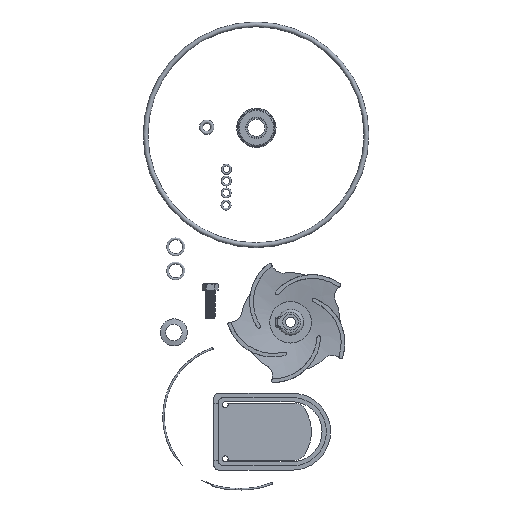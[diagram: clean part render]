
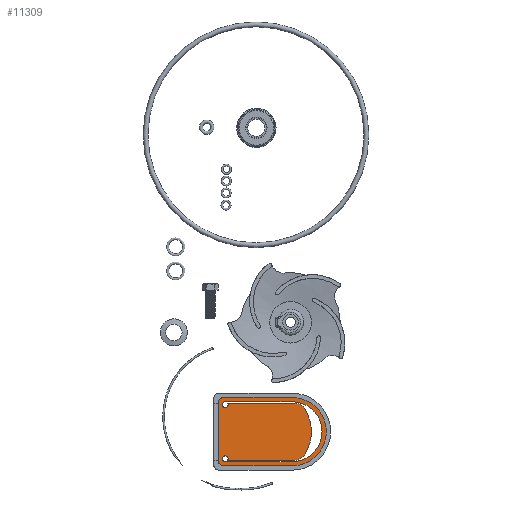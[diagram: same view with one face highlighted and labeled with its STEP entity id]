
A CAD part, left-side view. The second image highlights one B-rep face of the part: STEP entity #11309.
In plain terms, the highlighted face is planar.
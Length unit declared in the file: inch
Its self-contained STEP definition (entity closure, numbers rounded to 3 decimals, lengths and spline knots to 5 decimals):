
#470=PLANE('',#12381);
#717=FACE_BOUND('',#2161,.T.);
#1501=FACE_OUTER_BOUND('',#2160,.T.);
#2160=EDGE_LOOP('',(#10302,#10303,#10304,#10305,#10306,#10307));
#2161=EDGE_LOOP('',(#10308,#10309,#10310,#10311,#10312,#10313,#10314,#10315,
#10316,#10317));
#2552=CIRCLE('',#12363,1.875);
#2553=CIRCLE('',#12365,0.5);
#2555=CIRCLE('',#12371,0.125);
#2556=CIRCLE('',#12373,0.5);
#2558=CIRCLE('',#12376,0.125);
#2560=CIRCLE('',#12380,1.3125);
#2561=CIRCLE('',#12382,1.5);
#2562=CIRCLE('',#12383,0.25);
#2563=CIRCLE('',#12384,0.25);
#3692=LINE('',#25981,#4293);
#3704=LINE('',#26114,#4305);
#3707=LINE('',#26123,#4308);
#3711=LINE('',#26140,#4312);
#3713=LINE('',#26150,#4314);
#3714=LINE('',#26154,#4315);
#3715=LINE('',#26157,#4316);
#4293=VECTOR('',#14500,0.3937);
#4305=VECTOR('',#14564,0.3937);
#4308=VECTOR('',#14571,0.3937);
#4312=VECTOR('',#14593,0.3937);
#4314=VECTOR('',#14605,0.3937);
#4315=VECTOR('',#14608,0.3937);
#4316=VECTOR('',#14611,0.3937);
#5358=VERTEX_POINT('',#25978);
#5359=VERTEX_POINT('',#25980);
#5372=VERTEX_POINT('',#26100);
#5373=VERTEX_POINT('',#26102);
#5374=VERTEX_POINT('',#26106);
#5376=VERTEX_POINT('',#26112);
#5379=VERTEX_POINT('',#26120);
#5380=VERTEX_POINT('',#26122);
#5382=VERTEX_POINT('',#26133);
#5384=VERTEX_POINT('',#26139);
#5385=VERTEX_POINT('',#26146);
#5386=VERTEX_POINT('',#26147);
#5387=VERTEX_POINT('',#26149);
#5388=VERTEX_POINT('',#26151);
#5389=VERTEX_POINT('',#26153);
#5390=VERTEX_POINT('',#26155);
#7012=EDGE_CURVE('',#5359,#5358,#3692,.T.);
#7037=EDGE_CURVE('',#5373,#5372,#2552,.T.);
#7040=EDGE_CURVE('',#5372,#5374,#2553,.T.);
#7043=EDGE_CURVE('',#5374,#5376,#3704,.T.);
#7046=EDGE_CURVE('',#5380,#5379,#3707,.T.);
#7049=EDGE_CURVE('',#5376,#5380,#2555,.T.);
#7050=EDGE_CURVE('',#5358,#5373,#2556,.T.);
#7052=EDGE_CURVE('',#5382,#5359,#2558,.T.);
#7055=EDGE_CURVE('',#5384,#5382,#3711,.T.);
#7058=EDGE_CURVE('',#5379,#5384,#2560,.T.);
#7059=EDGE_CURVE('',#5385,#5386,#2561,.T.);
#7060=EDGE_CURVE('',#5387,#5385,#3713,.T.);
#7061=EDGE_CURVE('',#5388,#5387,#2562,.T.);
#7062=EDGE_CURVE('',#5389,#5388,#3714,.T.);
#7063=EDGE_CURVE('',#5390,#5389,#2563,.T.);
#7064=EDGE_CURVE('',#5386,#5390,#3715,.T.);
#10302=ORIENTED_EDGE('',*,*,#7059,.F.);
#10303=ORIENTED_EDGE('',*,*,#7060,.F.);
#10304=ORIENTED_EDGE('',*,*,#7061,.F.);
#10305=ORIENTED_EDGE('',*,*,#7062,.F.);
#10306=ORIENTED_EDGE('',*,*,#7063,.F.);
#10307=ORIENTED_EDGE('',*,*,#7064,.F.);
#10308=ORIENTED_EDGE('',*,*,#7046,.T.);
#10309=ORIENTED_EDGE('',*,*,#7058,.T.);
#10310=ORIENTED_EDGE('',*,*,#7055,.T.);
#10311=ORIENTED_EDGE('',*,*,#7052,.T.);
#10312=ORIENTED_EDGE('',*,*,#7012,.T.);
#10313=ORIENTED_EDGE('',*,*,#7050,.T.);
#10314=ORIENTED_EDGE('',*,*,#7037,.T.);
#10315=ORIENTED_EDGE('',*,*,#7040,.T.);
#10316=ORIENTED_EDGE('',*,*,#7043,.T.);
#10317=ORIENTED_EDGE('',*,*,#7049,.T.);
#11309=ADVANCED_FACE('',(#1501,#717),#470,.T.);
#12363=AXIS2_PLACEMENT_3D('',#26103,#14552,#14553);
#12365=AXIS2_PLACEMENT_3D('',#26108,#14558,#14559);
#12371=AXIS2_PLACEMENT_3D('',#26127,#14577,#14578);
#12373=AXIS2_PLACEMENT_3D('',#26129,#14581,#14582);
#12376=AXIS2_PLACEMENT_3D('',#26134,#14587,#14588);
#12380=AXIS2_PLACEMENT_3D('',#26144,#14599,#14600);
#12381=AXIS2_PLACEMENT_3D('',#26145,#14601,#14602);
#12382=AXIS2_PLACEMENT_3D('',#26148,#14603,#14604);
#12383=AXIS2_PLACEMENT_3D('',#26152,#14606,#14607);
#12384=AXIS2_PLACEMENT_3D('',#26156,#14609,#14610);
#14500=DIRECTION('',(0.,-1.,0.));
#14552=DIRECTION('center_axis',(0.,0.,
1.));
#14553=DIRECTION('ref_axis',(-0.545,-0.838,0.));
#14558=DIRECTION('center_axis',(0.,0.,
1.));
#14559=DIRECTION('ref_axis',(0.545,-0.838,0.));
#14564=DIRECTION('',(0.,1.,0.));
#14571=DIRECTION('',(0.,-1.,0.));
#14577=DIRECTION('center_axis',(0.,0.,
-1.));
#14578=DIRECTION('ref_axis',(-1.,0.,0.));
#14581=DIRECTION('center_axis',(0.,0.,
1.));
#14582=DIRECTION('ref_axis',(-1.,0.,0.));
#14587=DIRECTION('center_axis',(0.,0.,
-1.));
#14588=DIRECTION('ref_axis',(0.5,0.866,0.));
#14593=DIRECTION('',(0.,1.,0.));
#14599=DIRECTION('center_axis',(0.,0.,
-1.));
#14600=DIRECTION('ref_axis',(1.,0.,0.));
#14601=DIRECTION('center_axis',(0.,0.,
1.));
#14602=DIRECTION('ref_axis',(1.,0.,0.));
#14603=DIRECTION('center_axis',(0.,0.,
-1.));
#14604=DIRECTION('ref_axis',(1.,0.,0.));
#14605=DIRECTION('',(0.,-1.,0.));
#14606=DIRECTION('center_axis',(0.,0.,
-1.));
#14607=DIRECTION('ref_axis',(-1.,0.,0.));
#14608=DIRECTION('',(1.,0.,0.));
#14609=DIRECTION('center_axis',(0.,0.,
-1.));
#14610=DIRECTION('ref_axis',(0.,-1.,0.));
#14611=DIRECTION('',(0.,1.,0.));
#25978=CARTESIAN_POINT('',(-1.24569,-0.23628,-0.0625));
#25980=CARTESIAN_POINT('',(-1.24569,2.70791,-0.0625));
#25981=CARTESIAN_POINT('',(-1.24569,0.37837,-0.0625));
#26100=CARTESIAN_POINT('',(1.02704,-0.65535,-0.0625));
#26102=CARTESIAN_POINT('',(-1.01842,-0.65535,-0.0625));
#26103=CARTESIAN_POINT('Origin',(0.00431,0.91617,
-0.0625));
#26106=CARTESIAN_POINT('',(1.25431,-0.23628,-0.0625));
#26108=CARTESIAN_POINT('Origin',(0.75431,-0.23628,-0.0625));
#26112=CARTESIAN_POINT('',(1.25431,2.70791,-0.0625));
#26114=CARTESIAN_POINT('',(1.25431,1.85046,-0.0625));
#26120=CARTESIAN_POINT('',(1.31681,-0.11383,-0.0625));
#26122=CARTESIAN_POINT('',(1.31681,2.81617,-0.0625));
#26123=CARTESIAN_POINT('',(1.31681,0.43959,-0.0625));
#26127=CARTESIAN_POINT('Origin',(1.19181,2.81617,-0.0625));
#26129=CARTESIAN_POINT('Origin',(-0.74569,-0.23628,-0.0625));
#26133=CARTESIAN_POINT('',(-1.30819,2.81617,-0.0625));
#26134=CARTESIAN_POINT('Origin',(-1.18319,2.81617,-0.0625));
#26139=CARTESIAN_POINT('',(-1.30819,-0.11383,-0.0625));
#26140=CARTESIAN_POINT('',(-1.30819,1.90459,-0.0625));
#26144=CARTESIAN_POINT('Origin',(0.00431,-0.11383,
-0.0625));
#26145=CARTESIAN_POINT('Origin',(0.00431,0.99301,
-0.0625));
#26146=CARTESIAN_POINT('',(1.50431,-0.11383,-0.0625));
#26147=CARTESIAN_POINT('',(-1.49569,-0.11383,-0.0625));
#26148=CARTESIAN_POINT('Origin',(0.00431,-0.11383,
-0.0625));
#26149=CARTESIAN_POINT('',(1.50431,2.87867,-0.0625));
#26150=CARTESIAN_POINT('',(1.50431,0.43959,-0.0625));
#26151=CARTESIAN_POINT('',(1.25431,3.12867,-0.0625));
#26152=CARTESIAN_POINT('Origin',(1.25431,2.87867,-0.0625));
#26153=CARTESIAN_POINT('',(-1.24569,3.12867,-0.0625));
#26154=CARTESIAN_POINT('',(0.62931,3.12867,-0.0625));
#26155=CARTESIAN_POINT('',(-1.49569,2.87867,-0.0625));
#26156=CARTESIAN_POINT('Origin',(-1.24569,2.87867,-0.0625));
#26157=CARTESIAN_POINT('',(-1.49569,1.93584,-0.0625));
